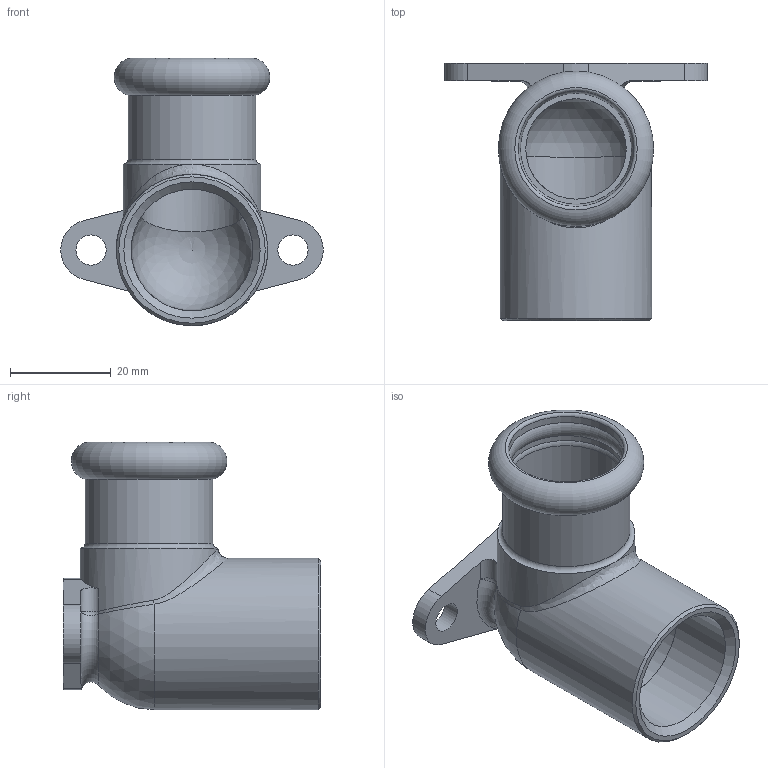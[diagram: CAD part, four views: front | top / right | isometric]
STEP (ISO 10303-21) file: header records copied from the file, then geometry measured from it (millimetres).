
FILE_DESCRIPTION(/* description */ ('GOMITO CON FLANGIA 3/4"x22 (Wall plate elbow 3/4"x22)'),/* implementation_level */ '2;1');
FILE_NAME(/* name */ '185304022_Inoxpres.stp',/* time_stamp */ '2022-10-11T14:53:03+02:00',/* author */ ('Vault'),/* organization */ ('Raccorderie metalliche s.p.a. '),/* preprocessor_version */ 'ST-DEVELOPER v18.1',/* originating_system */ 'Autodesk Inventor 2020',/* authorisation */ 'Raccorderie metalliche s.p.a. ');
FILE_SCHEMA (('AUTOMOTIVE_DESIGN { 1 0 10303 214 3 1 1 }'));
Length unit declared in the file: millimetre
Products named in the file (1): 185304022_Inoxpres
Bounding box: 52 x 51 x 53 mm (x, y, z)
Volume: 19166.1 mm3; surface area: 13410.4 mm2
Topology: 1 solids, 1 shells, 43 faces, 126 edges, 84 vertices
Faces by surface type: cylinder 18, plane 9, torus 6, sphere 4, bspline 3, cone 3
Full cylindrical faces by diameter (mm): 6 x2, 19.9 x1, 22.3 x1, 22.9 x2, 24.1 x1, 24.117 x1, 25.3 x1, 30 x1
Entity records: 1708 total; most frequent: CARTESIAN_POINT 491, DIRECTION 258, ORIENTED_EDGE 250, EDGE_CURVE 125, AXIS2_PLACEMENT_3D 112, VERTEX_POINT 84, CIRCLE 67, EDGE_LOOP 49
